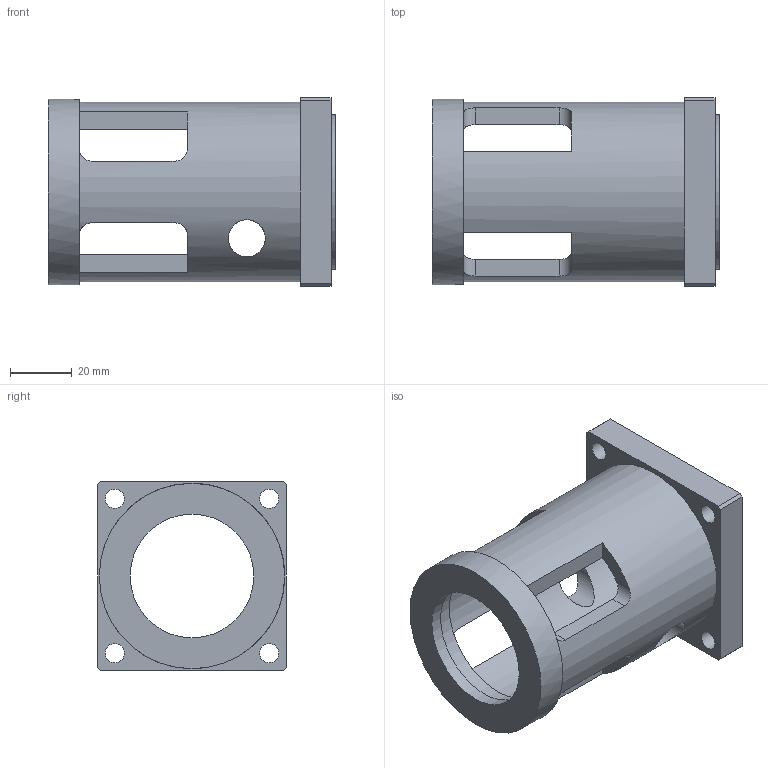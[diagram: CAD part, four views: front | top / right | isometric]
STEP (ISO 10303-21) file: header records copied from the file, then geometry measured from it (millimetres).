
FILE_DESCRIPTION(/* description */ (''),/* implementation_level */ '2;1');
FILE_NAME(/* name */ 'VK MTJ80 60 GESM1924.stp',/* time_stamp */ '2015-08-20T11:55:35+01:00',/* author */ ('Hypex'),/* organization */ ('Hypex'),/* preprocessor_version */ 'ST-DEVELOPER v15.2',/* originating_system */ 'Autodesk Inventor 2014',/* authorisation */ '');
FILE_SCHEMA (('AUTOMOTIVE_DESIGN { 1 0 10303 214 3 1 1 }'));
Length unit declared in the file: millimetre
Products named in the file (1): VK MTJ80 60 GESM1924
Bounding box: 93 x 61 x 61 mm (x, y, z)
Volume: 78065.8 mm3; surface area: 34433.9 mm2
Topology: 1 solids, 1 shells, 47 faces, 140 edges, 95 vertices
Faces by surface type: cylinder 24, plane 22, cone 1
Full cylindrical faces by diameter (mm): 6.2 x4, 12 x2, 40 x1, 44 x1, 48 x1, 50 x1, 58 x1, 60 x1
Entity records: 1769 total; most frequent: CARTESIAN_POINT 538, ORIENTED_EDGE 238, DIRECTION 238, EDGE_CURVE 119, AXIS2_PLACEMENT_3D 91, VERTEX_POINT 87, EDGE_LOOP 82, LINE 56
